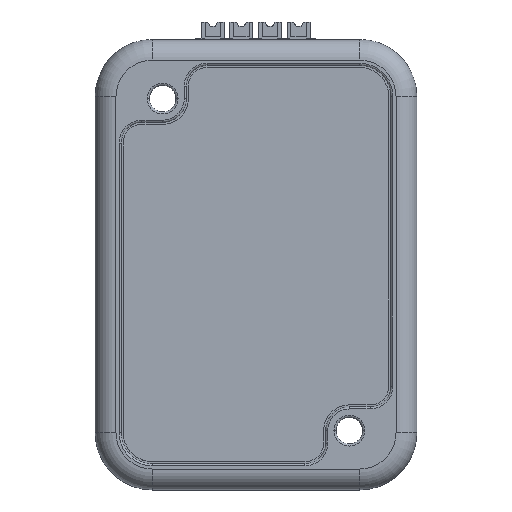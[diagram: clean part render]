
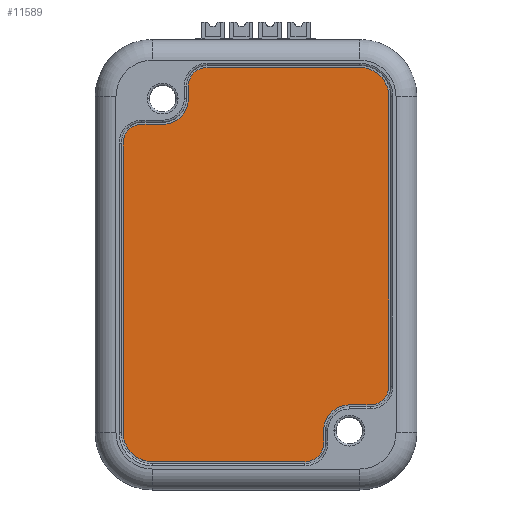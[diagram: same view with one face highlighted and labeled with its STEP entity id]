
A CAD part, top view. The second image highlights one B-rep face of the part: STEP entity #11589.
In plain terms, the highlighted face is planar.
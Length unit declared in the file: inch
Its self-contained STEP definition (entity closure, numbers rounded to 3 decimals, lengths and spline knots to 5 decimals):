
#188 = ORIENTED_EDGE ( 'NONE', *, *, #17150, .T. ) ;
#833 = DIRECTION ( 'NONE',  ( 0., 0., 1. ) ) ;
#1028 = DIRECTION ( 'NONE',  ( 0., 0., 1. ) ) ;
#1037 = VERTEX_POINT ( 'NONE', #27124 ) ;
#1229 = DIRECTION ( 'NONE',  ( 0., -1., 0. ) ) ;
#1250 = ORIENTED_EDGE ( 'NONE', *, *, #20137, .F. ) ;
#1307 = CARTESIAN_POINT ( 'NONE',  ( -0.64, 0., 0.95 ) ) ;
#1524 = CARTESIAN_POINT ( 'NONE',  ( -0.64, 0., 0.676 ) ) ;
#1661 = EDGE_CURVE ( 'NONE', #5705, #6820, #20307, .T. ) ;
#1900 = DIRECTION ( 'NONE',  ( 0., 0., 1. ) ) ;
#2069 = VERTEX_POINT ( 'NONE', #11978 ) ;
#2128 = CARTESIAN_POINT ( 'NONE',  ( -0.55, 0., 0.586 ) ) ;
#2571 = VERTEX_POINT ( 'NONE', #14211 ) ;
#3170 = DIRECTION ( 'NONE',  ( 1., 0., 0. ) ) ;
#3266 = ORIENTED_EDGE ( 'NONE', *, *, #12225, .T. ) ;
#3395 = ORIENTED_EDGE ( 'NONE', *, *, #18276, .T. ) ;
#3660 = LINE ( 'NONE', #1524, #24370 ) ;
#3870 = CARTESIAN_POINT ( 'NONE',  ( -0.236, 0., 0.95 ) ) ;
#3942 = DIRECTION ( 'NONE',  ( -1., 0., 0. ) ) ;
#3967 = EDGE_CURVE ( 'NONE', #15433, #27131, #7706, .T. ) ;
#3978 = CIRCLE ( 'NONE', #19950, 0.124 ) ;
#4031 = DIRECTION ( 'NONE',  ( 0., -1., 0. ) ) ;
#4088 = AXIS2_PLACEMENT_3D ( 'NONE', #16776, #18629, #20912 ) ;
#4181 = ORIENTED_EDGE ( 'NONE', *, *, #3967, .F. ) ;
#4568 = ORIENTED_EDGE ( 'NONE', *, *, #18643, .T. ) ;
#4812 = EDGE_CURVE ( 'NONE', #1037, #19951, #16565, .T. ) ;
#5091 = VERTEX_POINT ( 'NONE', #27167 ) ;
#5212 = VERTEX_POINT ( 'NONE', #19018 ) ;
#5234 = CARTESIAN_POINT ( 'NONE',  ( -0.64, 0., -0.81 ) ) ;
#5396 = ORIENTED_EDGE ( 'NONE', *, *, #4812, .T. ) ;
#5705 = VERTEX_POINT ( 'NONE', #19968 ) ;
#5790 = VERTEX_POINT ( 'NONE', #5234 ) ;
#5953 = CARTESIAN_POINT ( 'NONE',  ( -0.326, 0., 0.676 ) ) ;
#6071 = CARTESIAN_POINT ( 'NONE',  ( -0.64, 0., -0.95 ) ) ;
#6411 = CARTESIAN_POINT ( 'NONE',  ( -0.45, 0., 0.676 ) ) ;
#6696 = CARTESIAN_POINT ( 'NONE',  ( -0.326, 0., 0.8 ) ) ;
#6736 = AXIS2_PLACEMENT_3D ( 'NONE', #6825, #13709, #833 ) ;
#6758 = LINE ( 'NONE', #22060, #22175 ) ;
#6820 = VERTEX_POINT ( 'NONE', #8694 ) ;
#6825 = CARTESIAN_POINT ( 'NONE',  ( 0.45, 0., -0.8 ) ) ;
#7059 = EDGE_CURVE ( 'NONE', #5790, #5212, #22970, .T. ) ;
#7207 = AXIS2_PLACEMENT_3D ( 'NONE', #8398, #21844, #19699 ) ;
#7260 = PLANE ( 'NONE',  #19310 ) ;
#7469 = CARTESIAN_POINT ( 'NONE',  ( 0.5, 0., 0.95 ) ) ;
#7706 = LINE ( 'NONE', #1307, #22438 ) ;
#7750 = EDGE_CURVE ( 'NONE', #2069, #11577, #6758, .T. ) ;
#7972 = VECTOR ( 'NONE', #20533, 39.37008 ) ;
#8255 = VECTOR ( 'NONE', #22457, 39.37008 ) ;
#8322 = ORIENTED_EDGE ( 'NONE', *, *, #26220, .T. ) ;
#8367 = DIRECTION ( 'NONE',  ( 0., 0., 1. ) ) ;
#8398 = CARTESIAN_POINT ( 'NONE',  ( 0.5, 0., 0.81 ) ) ;
#8426 = CARTESIAN_POINT ( 'NONE',  ( 0.64, 0., -0.586 ) ) ;
#8428 = VECTOR ( 'NONE', #3942, 39.37008 ) ;
#8694 = CARTESIAN_POINT ( 'NONE',  ( 0.55, 0., -0.676 ) ) ;
#8949 = DIRECTION ( 'NONE',  ( 0., 0., 1. ) ) ;
#9030 = CIRCLE ( 'NONE', #7207, 0.14 ) ;
#9156 = CARTESIAN_POINT ( 'NONE',  ( -0.55, 0., 0.676 ) ) ;
#9520 = ORIENTED_EDGE ( 'NONE', *, *, #16108, .T. ) ;
#9882 = ORIENTED_EDGE ( 'NONE', *, *, #7750, .F. ) ;
#10209 = DIRECTION ( 'NONE',  ( -1., 0., 0. ) ) ;
#10431 = VERTEX_POINT ( 'NONE', #6411 ) ;
#10817 = DIRECTION ( 'NONE',  ( 0., -1., 0. ) ) ;
#11577 = VERTEX_POINT ( 'NONE', #8426 ) ;
#11589 = ADVANCED_FACE ( 'NONE', ( #16291 ), #7260, .F. ) ;
#11978 = CARTESIAN_POINT ( 'NONE',  ( 0.64, 0., 0.81 ) ) ;
#12225 = EDGE_CURVE ( 'NONE', #10431, #22932, #3660, .T. ) ;
#12265 = LINE ( 'NONE', #5953, #19156 ) ;
#12482 = VERTEX_POINT ( 'NONE', #13526 ) ;
#12671 = LINE ( 'NONE', #6071, #8428 ) ;
#13429 = ORIENTED_EDGE ( 'NONE', *, *, #24733, .T. ) ;
#13526 = CARTESIAN_POINT ( 'NONE',  ( 0.326, 0., -0.8 ) ) ;
#13709 = DIRECTION ( 'NONE',  ( 0., 1., 0. ) ) ;
#14211 = CARTESIAN_POINT ( 'NONE',  ( -0.326, 0., 0.86 ) ) ;
#14818 = CARTESIAN_POINT ( 'NONE',  ( -0.45, 0., 0.8 ) ) ;
#15072 = CARTESIAN_POINT ( 'NONE',  ( -0.236, 0., 0.86 ) ) ;
#15358 = ORIENTED_EDGE ( 'NONE', *, *, #25463, .T. ) ;
#15433 = VERTEX_POINT ( 'NONE', #3870 ) ;
#16108 = EDGE_CURVE ( 'NONE', #21724, #10431, #3978, .T. ) ;
#16291 = FACE_OUTER_BOUND ( 'NONE', #21643, .T. ) ;
#16339 = AXIS2_PLACEMENT_3D ( 'NONE', #2128, #10817, #8949 ) ;
#16565 = CIRCLE ( 'NONE', #22482, 0.09 ) ;
#16676 = DIRECTION ( 'NONE',  ( 0., 0., 1. ) ) ;
#16776 = CARTESIAN_POINT ( 'NONE',  ( -0.5, 0., -0.81 ) ) ;
#16934 = CIRCLE ( 'NONE', #20537, 0.09 ) ;
#17150 = EDGE_CURVE ( 'NONE', #12482, #5705, #26856, .T. ) ;
#17881 = DIRECTION ( 'NONE',  ( 0., 1., 0. ) ) ;
#18276 = EDGE_CURVE ( 'NONE', #5790, #5091, #22795, .T. ) ;
#18328 = LINE ( 'NONE', #20589, #23986 ) ;
#18629 = DIRECTION ( 'NONE',  ( 0., -1., 0. ) ) ;
#18643 = EDGE_CURVE ( 'NONE', #2571, #21724, #12265, .T. ) ;
#18837 = DIRECTION ( 'NONE',  ( 0., 0., -1. ) ) ;
#19018 = CARTESIAN_POINT ( 'NONE',  ( -0.64, 0., 0.586 ) ) ;
#19156 = VECTOR ( 'NONE', #18837, 39.37008 ) ;
#19249 = DIRECTION ( 'NONE',  ( 0., 1., 0. ) ) ;
#19310 = AXIS2_PLACEMENT_3D ( 'NONE', #24725, #17881, #26590 ) ;
#19439 = ORIENTED_EDGE ( 'NONE', *, *, #24193, .T. ) ;
#19699 = DIRECTION ( 'NONE',  ( 0., 0., 1. ) ) ;
#19950 = AXIS2_PLACEMENT_3D ( 'NONE', #14818, #19249, #8367 ) ;
#19951 = VERTEX_POINT ( 'NONE', #26730 ) ;
#19968 = CARTESIAN_POINT ( 'NONE',  ( 0.45, 0., -0.676 ) ) ;
#20137 = EDGE_CURVE ( 'NONE', #1037, #5091, #12671, .T. ) ;
#20307 = LINE ( 'NONE', #24059, #8255 ) ;
#20533 = DIRECTION ( 'NONE',  ( 0., 0., 1. ) ) ;
#20537 = AXIS2_PLACEMENT_3D ( 'NONE', #27888, #4031, #1900 ) ;
#20589 = CARTESIAN_POINT ( 'NONE',  ( 0.326, 0., -0.95 ) ) ;
#20912 = DIRECTION ( 'NONE',  ( 0., 0., 1. ) ) ;
#21643 = EDGE_LOOP ( 'NONE', ( #1250, #5396, #19439, #188, #28143, #27487, #9882, #13429, #4181, #8322, #4568, #9520, #3266, #15358, #25403, #3395 ) ) ;
#21724 = VERTEX_POINT ( 'NONE', #6696 ) ;
#21844 = DIRECTION ( 'NONE',  ( 0., -1., 0. ) ) ;
#22060 = CARTESIAN_POINT ( 'NONE',  ( 0.64, 0., -0.95 ) ) ;
#22175 = VECTOR ( 'NONE', #24909, 39.37008 ) ;
#22312 = CIRCLE ( 'NONE', #24138, 0.09 ) ;
#22438 = VECTOR ( 'NONE', #3170, 39.37008 ) ;
#22457 = DIRECTION ( 'NONE',  ( 1., 0., 0. ) ) ;
#22482 = AXIS2_PLACEMENT_3D ( 'NONE', #23095, #1229, #16676 ) ;
#22795 = CIRCLE ( 'NONE', #4088, 0.14 ) ;
#22932 = VERTEX_POINT ( 'NONE', #9156 ) ;
#22970 = LINE ( 'NONE', #23109, #7972 ) ;
#23095 = CARTESIAN_POINT ( 'NONE',  ( 0.236, 0., -0.86 ) ) ;
#23109 = CARTESIAN_POINT ( 'NONE',  ( -0.64, 0., -0.95 ) ) ;
#23184 = CIRCLE ( 'NONE', #16339, 0.09 ) ;
#23986 = VECTOR ( 'NONE', #1028, 39.37008 ) ;
#24059 = CARTESIAN_POINT ( 'NONE',  ( 0.326, 0., -0.676 ) ) ;
#24138 = AXIS2_PLACEMENT_3D ( 'NONE', #15072, #25639, #25785 ) ;
#24193 = EDGE_CURVE ( 'NONE', #19951, #12482, #18328, .T. ) ;
#24370 = VECTOR ( 'NONE', #10209, 39.37008 ) ;
#24725 = CARTESIAN_POINT ( 'NONE',  ( 0., 0., 0. ) ) ;
#24733 = EDGE_CURVE ( 'NONE', #2069, #27131, #9030, .T. ) ;
#24909 = DIRECTION ( 'NONE',  ( 0., 0., -1. ) ) ;
#25403 = ORIENTED_EDGE ( 'NONE', *, *, #7059, .F. ) ;
#25463 = EDGE_CURVE ( 'NONE', #22932, #5212, #23184, .T. ) ;
#25639 = DIRECTION ( 'NONE',  ( 0., -1., 0. ) ) ;
#25785 = DIRECTION ( 'NONE',  ( 0., 0., 1. ) ) ;
#26220 = EDGE_CURVE ( 'NONE', #15433, #2571, #22312, .T. ) ;
#26590 = DIRECTION ( 'NONE',  ( 0., 0., 1. ) ) ;
#26730 = CARTESIAN_POINT ( 'NONE',  ( 0.326, 0., -0.86 ) ) ;
#26856 = CIRCLE ( 'NONE', #6736, 0.124 ) ;
#27124 = CARTESIAN_POINT ( 'NONE',  ( 0.236, 0., -0.95 ) ) ;
#27131 = VERTEX_POINT ( 'NONE', #7469 ) ;
#27167 = CARTESIAN_POINT ( 'NONE',  ( -0.5, 0., -0.95 ) ) ;
#27487 = ORIENTED_EDGE ( 'NONE', *, *, #27875, .T. ) ;
#27875 = EDGE_CURVE ( 'NONE', #6820, #11577, #16934, .T. ) ;
#27888 = CARTESIAN_POINT ( 'NONE',  ( 0.55, 0., -0.586 ) ) ;
#28143 = ORIENTED_EDGE ( 'NONE', *, *, #1661, .T. ) ;
